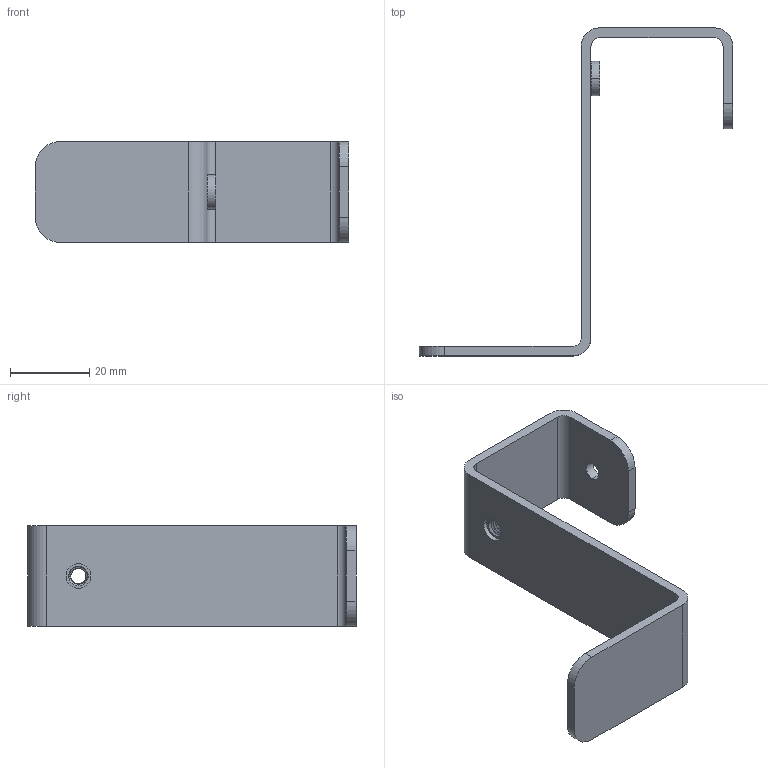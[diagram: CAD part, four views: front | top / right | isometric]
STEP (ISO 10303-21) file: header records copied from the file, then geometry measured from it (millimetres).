
FILE_DESCRIPTION (( 'STEP AP214' ), '1' );
FILE_NAME ('FE-STMAB.STEP', '2012-11-07T16:11:43', ( 'x' ), ( '' ), 'SwSTEP 2.0', 'SolidWorks 2012', '' );
FILE_SCHEMA (( 'AUTOMOTIVE_DESIGN' ));
Length unit declared in the file: inch
Products named in the file (3): FE-STMAB; 95185A190_95185A190
Assembly tree (2 placements, depth 2):
  FE-STMAB
    FE-STMAB
    95185A190_95185A190
Bounding box: 78.87 x 82.55 x 25.4 mm (x, y, z)
Volume: 10828.8 mm3; surface area: 10165.1 mm2
Topology: 2 solids, 2 shells, 206 faces, 596 edges, 396 vertices
Faces by surface type: plane 124, cylinder 70, cone 10, bspline 2
Entity records: 7646 total; most frequent: CARTESIAN_POINT 2045, ORIENTED_EDGE 1192, DIRECTION 1090, EDGE_CURVE 596, VECTOR 432, LINE 432, VERTEX_POINT 396, AXIS2_PLACEMENT_3D 329
